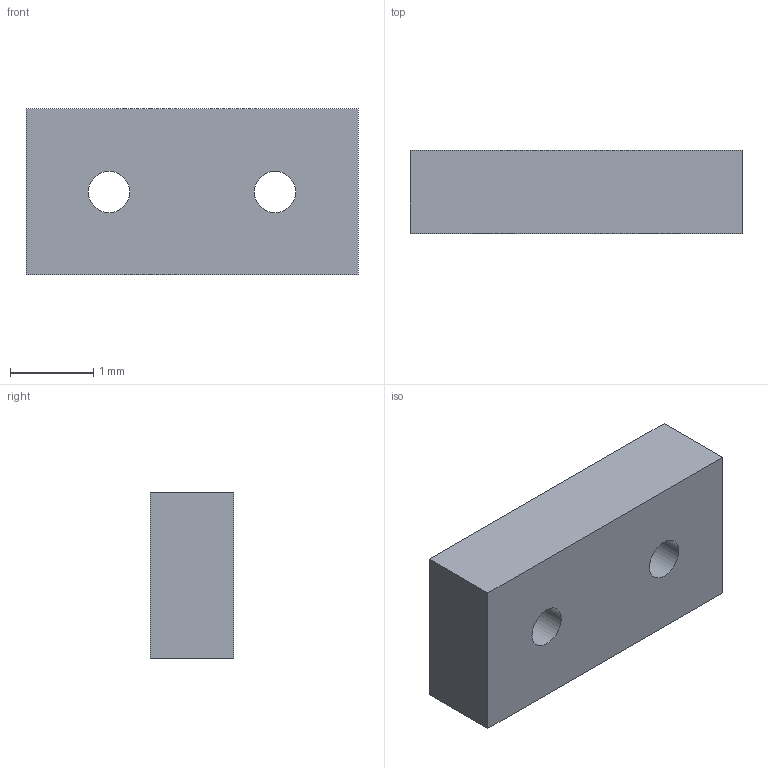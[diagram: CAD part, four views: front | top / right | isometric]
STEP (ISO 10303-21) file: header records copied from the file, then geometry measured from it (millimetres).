
FILE_DESCRIPTION(('produced by SPATIAL CORP'),'2;1');
FILE_NAME( 'HWExtSupport1.hh.sat.stp','2002-04-19T11:16:21+00:00',('SPATIAL CORP'),('SPATIAL CORP'),'ACIS STEP Husk','http://www.spatial.com','SPATIAL CORP' );
FILE_SCHEMA(('CONFIG_CONTROL_DESIGN'));
Length unit declared in the file: millimetre
Products named in the file (1): PRODUCT_ID_1
Bounding box: 4 x 1 x 2 mm (x, y, z)
Volume: 7.2 mm3; surface area: 32.2 mm2
Topology: 1 solids, 1 shells, 27 faces, 60 edges, 37 vertices
Faces by surface type: cylinder 12, plane 9, cone 6
Entity records: 718 total; most frequent: ORIENTED_EDGE 116, CARTESIAN_POINT 99, DIRECTION 94, EDGE_CURVE 58, VERTEX_POINT 37, EDGE_LOOP 35, FACE_BOUND 35, AXIS2_PLACEMENT_3D 32
